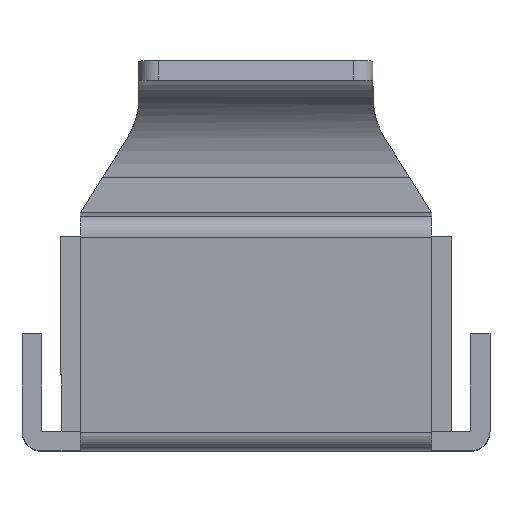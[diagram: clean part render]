
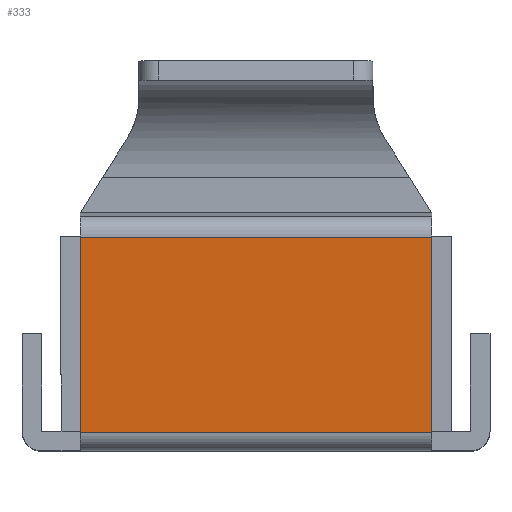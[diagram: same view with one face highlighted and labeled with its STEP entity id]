
A CAD part, top view. The second image highlights one B-rep face of the part: STEP entity #333.
In plain terms, the highlighted planar face has unit normal (0, -0.067, 0.998).
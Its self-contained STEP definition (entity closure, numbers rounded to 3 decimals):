
#211 = VECTOR ( 'NONE', #1832, 1000. ) ;
#333 = ADVANCED_FACE ( 'NONE', ( #1084 ), #1544, .F. ) ;
#414 = ORIENTED_EDGE ( 'NONE', *, *, #1263, .T. ) ;
#417 = ORIENTED_EDGE ( 'NONE', *, *, #1262, .F. ) ;
#426 = ORIENTED_EDGE ( 'NONE', *, *, #2712, .F. ) ;
#445 = ORIENTED_EDGE ( 'NONE', *, *, #1236, .T. ) ;
#522 = VECTOR ( 'NONE', #1907, 1000. ) ;
#523 = VECTOR ( 'NONE', #1910, 1000. ) ;
#993 = VECTOR ( 'NONE', #2263, 1000. ) ;
#1068 = AXIS2_PLACEMENT_3D ( 'NONE', #1545, #1546, #1547 ) ;
#1084 = FACE_OUTER_BOUND ( 'NONE', #2474, .T. ) ;
#1106 = VERTEX_POINT ( 'NONE', #1761 ) ;
#1118 = VERTEX_POINT ( 'NONE', #1767 ) ;
#1197 = VERTEX_POINT ( 'NONE', #1807 ) ;
#1207 = VERTEX_POINT ( 'NONE', #1811 ) ;
#1236 = EDGE_CURVE ( 'NONE', #1118, #1106, #1830, .T. ) ;
#1262 = EDGE_CURVE ( 'NONE', #1197, #1106, #1905, .T. ) ;
#1263 = EDGE_CURVE ( 'NONE', #1207, #1118, #1908, .T. ) ;
#1544 = PLANE ( 'NONE',  #1068 ) ;
#1545 = CARTESIAN_POINT ( 'NONE',  ( -4.5, -0.5, 5.6 ) ) ;
#1546 = DIRECTION ( 'NONE',  ( 0., 0.067, -0.998 ) ) ;
#1547 = DIRECTION ( 'NONE',  ( 0., 0.998, 0.067 ) ) ;
#1761 = CARTESIAN_POINT ( 'NONE',  ( 4.5, 4.974, 5.967 ) ) ;
#1767 = CARTESIAN_POINT ( 'NONE',  ( 4.5, -0.033, 5.631 ) ) ;
#1807 = CARTESIAN_POINT ( 'NONE',  ( -4.5, 4.974, 5.967 ) ) ;
#1811 = CARTESIAN_POINT ( 'NONE',  ( -4.5, -0.033, 5.631 ) ) ;
#1830 = LINE ( 'NONE', #1831, #211 ) ;
#1831 = CARTESIAN_POINT ( 'NONE',  ( 4.5, -0.5, 5.6 ) ) ;
#1832 = DIRECTION ( 'NONE',  ( 0., 0.998, 0.067 ) ) ;
#1905 = LINE ( 'NONE', #1906, #522 ) ;
#1906 = CARTESIAN_POINT ( 'NONE',  ( -4.5, 4.974, 5.967 ) ) ;
#1907 = DIRECTION ( 'NONE',  ( 1., 0., 0. ) ) ;
#1908 = LINE ( 'NONE', #1909, #523 ) ;
#1909 = CARTESIAN_POINT ( 'NONE',  ( -4.5, -0.033, 5.631 ) ) ;
#1910 = DIRECTION ( 'NONE',  ( 1., 0., 0. ) ) ;
#2261 = LINE ( 'NONE', #2262, #993 ) ;
#2262 = CARTESIAN_POINT ( 'NONE',  ( -4.5, -0.5, 5.6 ) ) ;
#2263 = DIRECTION ( 'NONE',  ( 0., 0.998, 0.067 ) ) ;
#2474 = EDGE_LOOP ( 'NONE', ( #426, #414, #445, #417 ) ) ;
#2712 = EDGE_CURVE ( 'NONE', #1207, #1197, #2261, .T. ) ;
